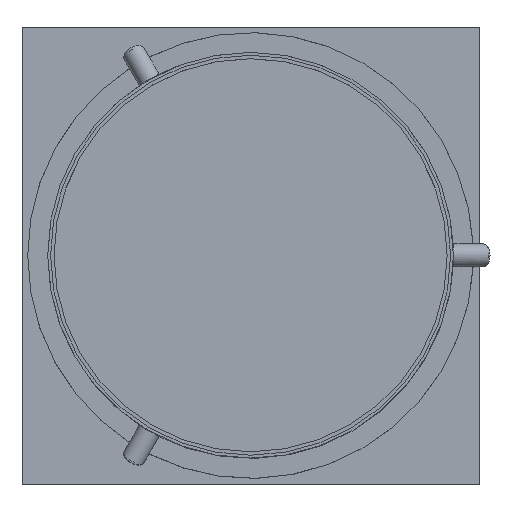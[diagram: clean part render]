
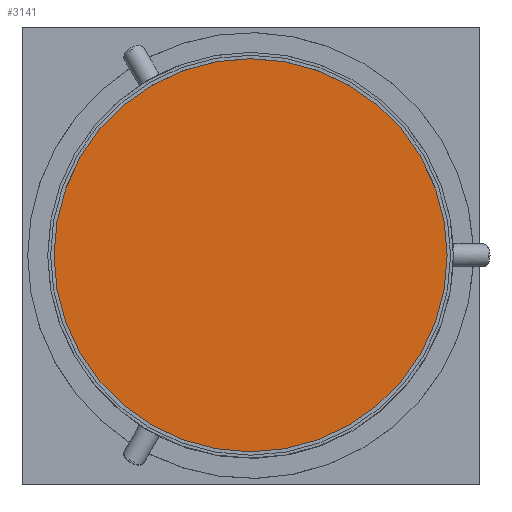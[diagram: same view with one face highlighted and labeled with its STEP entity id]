
A CAD part, top view. The second image highlights one B-rep face of the part: STEP entity #3141.
In plain terms, the highlighted planar face has unit normal (0, 0, 1).
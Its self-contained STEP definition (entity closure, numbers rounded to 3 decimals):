
#236=CIRCLE('',#3458,344.);
#353=PLANE('',#3457);
#508=FACE_OUTER_BOUND('',#732,.T.);
#732=EDGE_LOOP('',(#2730));
#1550=VERTEX_POINT('',#5909);
#1956=EDGE_CURVE('',#1550,#1550,#236,.T.);
#2730=ORIENTED_EDGE('',*,*,#1956,.T.);
#3141=ADVANCED_FACE('',(#508),#353,.T.);
#3457=AXIS2_PLACEMENT_3D('',#5908,#4202,#4203);
#3458=AXIS2_PLACEMENT_3D('',#5910,#4204,#4205);
#4202=DIRECTION('center_axis',(0.,0.,1.));
#4203=DIRECTION('ref_axis',(1.,0.,0.));
#4204=DIRECTION('center_axis',(0.,0.,1.));
#4205=DIRECTION('ref_axis',(-1.,0.,0.));
#5908=CARTESIAN_POINT('Origin',(0.,0.,300.));
#5909=CARTESIAN_POINT('',(344.,0.,300.));
#5910=CARTESIAN_POINT('Origin',(0.,0.,300.));
